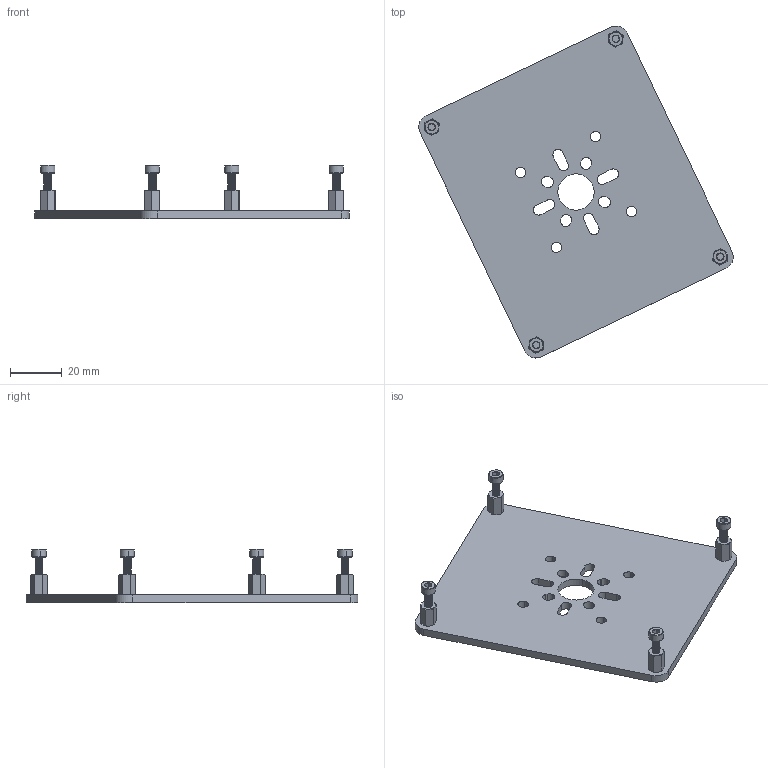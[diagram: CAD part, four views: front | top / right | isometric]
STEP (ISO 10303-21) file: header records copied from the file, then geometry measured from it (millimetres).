
FILE_DESCRIPTION (( 'STEP AP203' ), '1' );
FILE_NAME ('1224-0016-0003 assembly.STEP', '2019-01-29T21:26:15', ( '' ), ( '' ), 'SwSTEP 2.0', 'SolidWorks 2016', '' );
FILE_SCHEMA (( 'CONFIG_CONTROL_DESIGN' ));
Length unit declared in the file: millimetre
Products named in the file (5): 1224-0016-0003; 1224-0016-0003 assembly; 1224-0016-0001 Standoff; 1224-0016-0004 Screw_91420A118; 1224-0016-0003 Screw_91290A115
Assembly tree (13 placements, depth 2):
  1224-0016-0003 assembly
    1224-0016-0001 Standoff  x4
    1224-0016-0003 Screw_91290A115  x4
    1224-0016-0003
    1224-0016-0004 Screw_91420A118  x4
Bounding box: 121.28 x 128.07 x 20.5 mm (x, y, z)
Volume: 27401.9 mm3; surface area: 22083.9 mm2
Topology: 13 solids, 13 shells, 1242 faces, 3492 edges, 2280 vertices
Faces by surface type: cylinder 840, cone 212, plane 166, bspline 24
Entity records: 17951 total; most frequent: CARTESIAN_POINT 8821, ORIENTED_EDGE 2054, DIRECTION 1490, EDGE_CURVE 1027, VERTEX_POINT 672, AXIS2_PLACEMENT_3D 550, EDGE_LOOP 405, VECTOR 390
